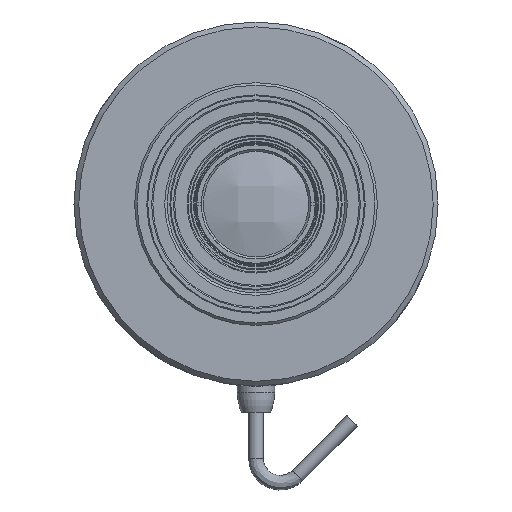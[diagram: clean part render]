
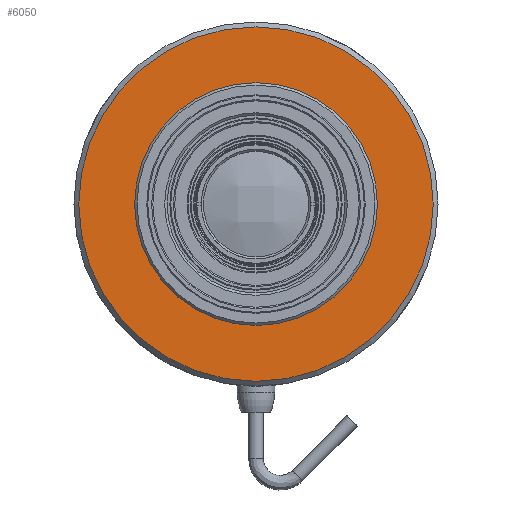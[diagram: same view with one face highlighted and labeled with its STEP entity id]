
A CAD part, front view. The second image highlights one B-rep face of the part: STEP entity #6050.
In plain terms, the highlighted planar face has unit normal (0, -1, 0).
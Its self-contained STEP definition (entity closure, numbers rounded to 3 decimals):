
#104 = DIRECTION ( 'NONE',  ( 0., 1., 0. ) ) ;
#980 = PLANE ( 'NONE',  #4980 ) ;
#1163 = CARTESIAN_POINT ( 'NONE',  ( 0., -71.383, 37.5 ) ) ;
#1564 = EDGE_LOOP ( 'NONE', ( #11335 ) ) ;
#2552 = CARTESIAN_POINT ( 'NONE',  ( 0., -71.383, 0. ) ) ;
#2795 = CARTESIAN_POINT ( 'NONE',  ( 0., -71.383, 0. ) ) ;
#3352 = DIRECTION ( 'NONE',  ( 0., -1., 0. ) ) ;
#4049 = ORIENTED_EDGE ( 'NONE', *, *, #10006, .F. ) ;
#4269 = VERTEX_POINT ( 'NONE', #8033 ) ;
#4980 = AXIS2_PLACEMENT_3D ( 'NONE', #1163, #104, #10476 ) ;
#6050 = ADVANCED_FACE ( 'NONE', ( #8544, #9414 ), #980, .F. ) ;
#6758 = EDGE_LOOP ( 'NONE', ( #4049 ) ) ;
#7160 = DIRECTION ( 'NONE',  ( 0., 0., -1. ) ) ;
#7287 = CIRCLE ( 'NONE', #11636, 36.5 ) ;
#8033 = CARTESIAN_POINT ( 'NONE',  ( 0., -71.383, -25. ) ) ;
#8544 = FACE_OUTER_BOUND ( 'NONE', #1564, .T. ) ;
#8671 = CIRCLE ( 'NONE', #10056, 25. ) ;
#9092 = VERTEX_POINT ( 'NONE', #10200 ) ;
#9414 = FACE_BOUND ( 'NONE', #6758, .T. ) ;
#10006 = EDGE_CURVE ( 'NONE', #4269, #4269, #8671, .T. ) ;
#10056 = AXIS2_PLACEMENT_3D ( 'NONE', #2552, #3352, #7160 ) ;
#10150 = EDGE_CURVE ( 'NONE', #9092, #9092, #7287, .T. ) ;
#10200 = CARTESIAN_POINT ( 'NONE',  ( 0., -71.383, 36.5 ) ) ;
#10436 = DIRECTION ( 'NONE',  ( 0., 1., 0. ) ) ;
#10476 = DIRECTION ( 'NONE',  ( 0., 0., 1. ) ) ;
#10503 = DIRECTION ( 'NONE',  ( 0., 0., 1. ) ) ;
#11335 = ORIENTED_EDGE ( 'NONE', *, *, #10150, .F. ) ;
#11636 = AXIS2_PLACEMENT_3D ( 'NONE', #2795, #10436, #10503 ) ;
